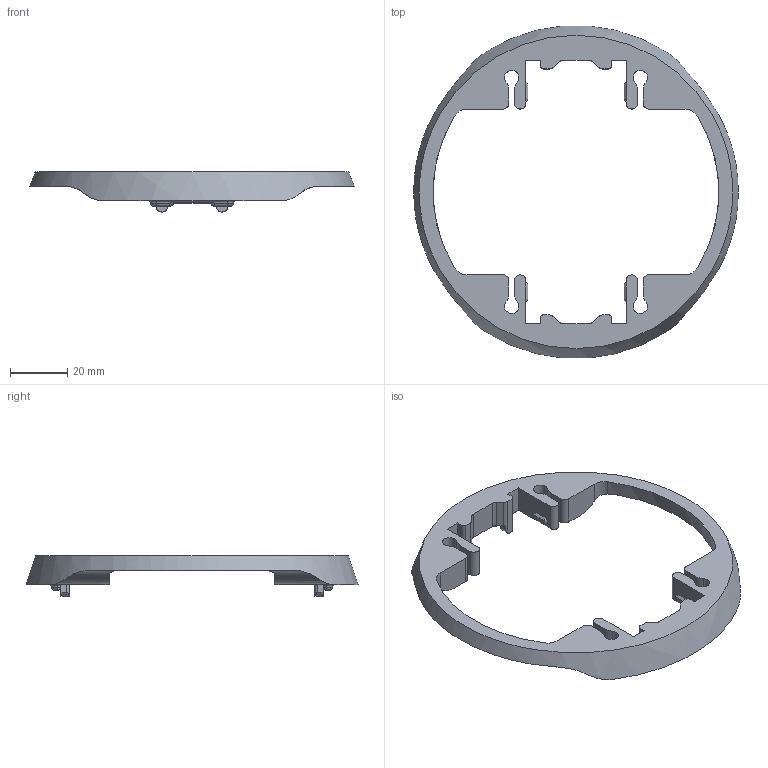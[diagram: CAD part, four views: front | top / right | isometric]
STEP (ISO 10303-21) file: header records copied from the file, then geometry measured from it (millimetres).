
FILE_DESCRIPTION(/* description */ (''),/* implementation_level */ '2;1');
FILE_NAME(/* name */ 'camera-bottom.stp',/* time_stamp */ '2024-11-12T17:35:11-08:00',/* author */ ('generic'),/* organization */ (''),/* preprocessor_version */ 'ST-DEVELOPER v19.2',/* originating_system */ 'Autodesk Inventor 2024',/* authorisation */ '');
FILE_SCHEMA (('AUTOMOTIVE_DESIGN { 1 0 10303 214 3 1 1 }'));
Length unit declared in the file: millimetre
Products named in the file (1): camera-bottom
Bounding box: 113.49 x 116.07 x 14 mm (x, y, z)
Volume: 26340.2 mm3; surface area: 13737.1 mm2
Topology: 1 solids, 1 shells, 234 faces, 631 edges, 403 vertices
Faces by surface type: cylinder 98, plane 85, cone 26, sphere 9, torus 8, bspline 8
Entity records: 7802 total; most frequent: CARTESIAN_POINT 1860, DIRECTION 1250, ORIENTED_EDGE 1246, EDGE_CURVE 623, AXIS2_PLACEMENT_3D 460, VERTEX_POINT 403, LINE 330, VECTOR 330
